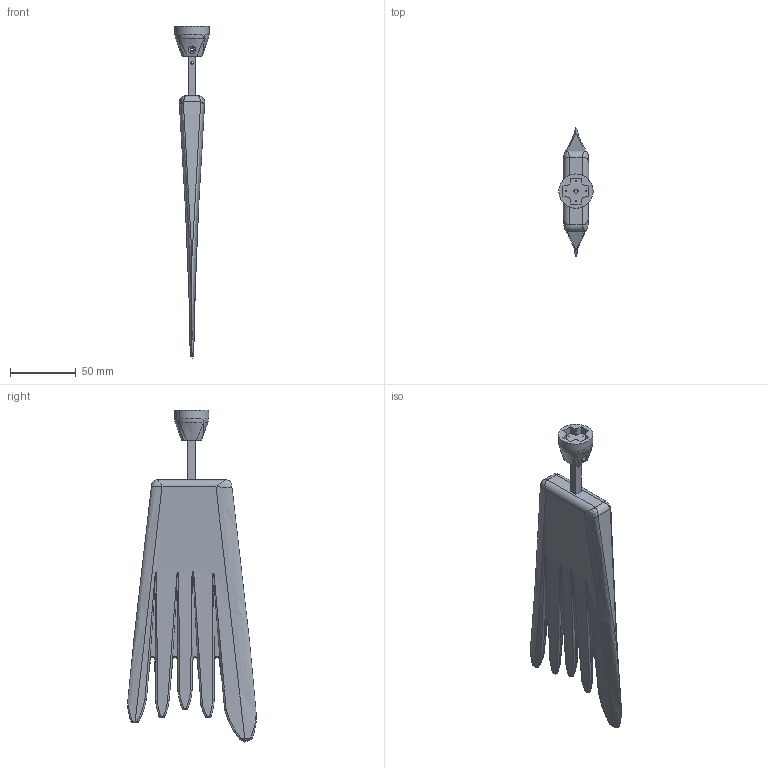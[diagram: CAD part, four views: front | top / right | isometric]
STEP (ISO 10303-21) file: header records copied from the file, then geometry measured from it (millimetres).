
FILE_DESCRIPTION((''),'2;1');
FILE_NAME('RIGHT_HIND_FLIPPER_','2023-07-05T13:51:11',('ad892'),(''),'CREO PARAMETRIC BY PTC INC, 2022073','CREO PARAMETRIC BY PTC INC, 2022073','');
FILE_SCHEMA(('CONFIG_CONTROL_DESIGN'));
Length unit declared in the file: inch
Products named in the file (1): RIGHT_HIND_FLIPPER_
Bounding box: 26 x 97.8 x 252.41 mm (x, y, z)
Volume: 131615.3 mm3; surface area: 35931.8 mm2
Topology: 1 solids, 1 shells, 308 faces, 779 edges, 480 vertices
Faces by surface type: plane 109, bspline 105, cylinder 89, extrusion 5
Entity records: 16049 total; most frequent: CARTESIAN_POINT 9775, ORIENTED_EDGE 1550, DIRECTION 882, EDGE_CURVE 775, VERTEX_POINT 480, B_SPLINE_CURVE_WITH_KNOTS 397, EDGE_LOOP 325, FACE_OUTER_BOUND 308
